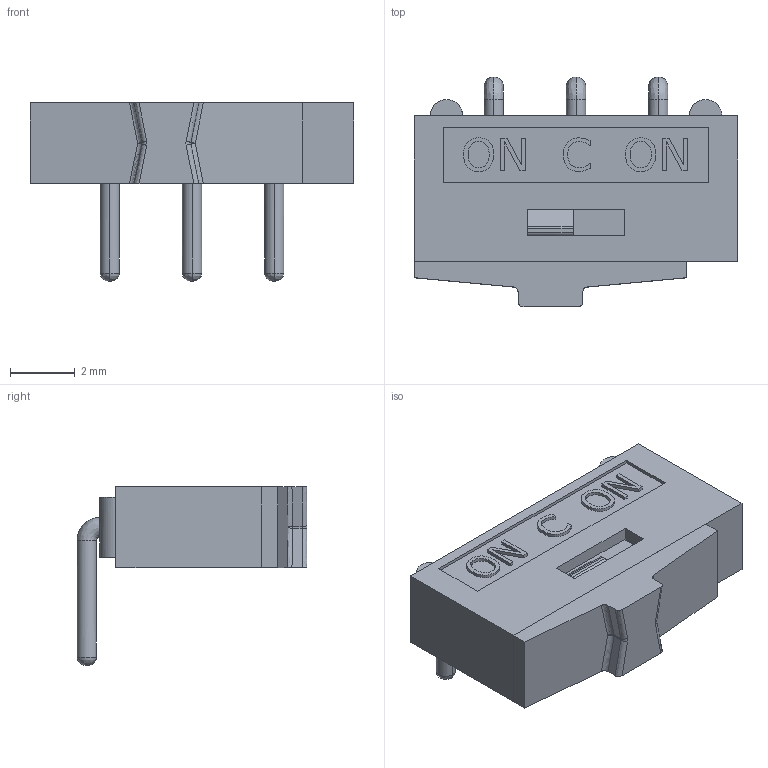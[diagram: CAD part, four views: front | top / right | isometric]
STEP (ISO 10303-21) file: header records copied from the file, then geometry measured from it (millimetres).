
FILE_DESCRIPTION(/* description */ (''),/* implementation_level */ '2;1');
FILE_NAME(/* name */ 'Mini Slide Switch Right Angled 10x2,5mm v1',/* time_stamp */ '2019-03-24T12:54:12+01:00',/* author */ (''),/* organization */ (''),/* preprocessor_version */ 'ST-DEVELOPER v16.5',/* originating_system */ '',/* authorisation */ '');
FILE_SCHEMA (('AUTOMOTIVE_DESIGN'));
Length unit declared in the file: millimetre
Products named in the file (1): Document
Bounding box: 10 x 7.1 x 5.51 mm (x, y, z)
Volume: 30.1 mm3; surface area: 326.5 mm2
Topology: 1 solids, 5 shells, 140 faces, 332 edges, 213 vertices
Faces by surface type: plane 88, bspline 52
Entity records: 4625 total; most frequent: CARTESIAN_POINT 2359, ORIENTED_EDGE 655, EDGE_CURVE 332, B_SPLINE_CURVE_WITH_KNOTS 249, VERTEX_POINT 213, EDGE_LOOP 161, ADVANCED_FACE 140, FACE_OUTER_BOUND 140
